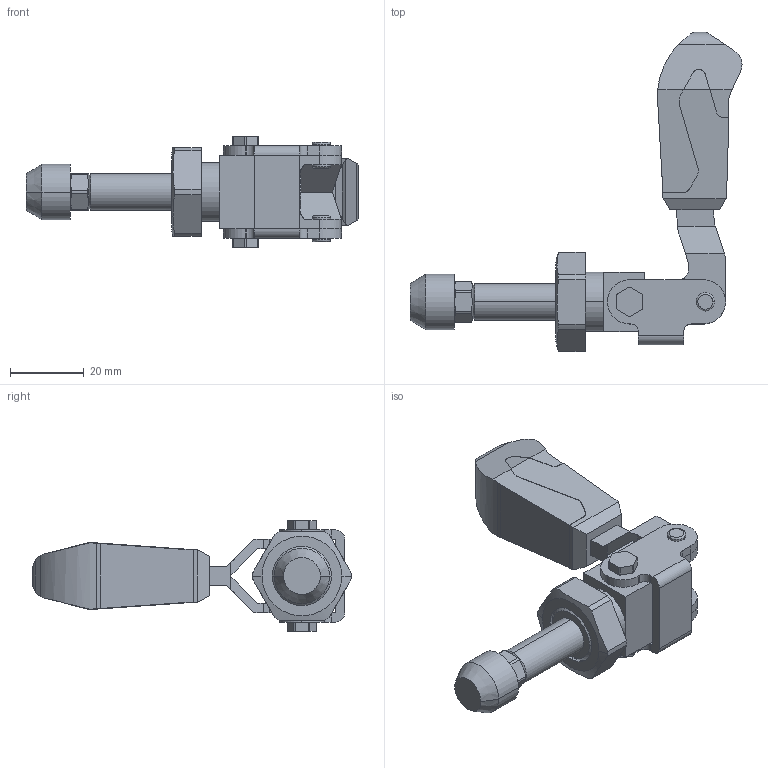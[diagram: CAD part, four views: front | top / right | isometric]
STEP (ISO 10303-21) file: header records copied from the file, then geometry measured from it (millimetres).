
FILE_DESCRIPTION(('STEP AP214'),'1');
FILE_NAME('HALDERN_EH_23330_2103.stp','2019-11-14T12:13:48',('TraceParts'),('TraceParts S.A.'),'Spatial InterOp 3D',' ',' ');
FILE_SCHEMA(('AUTOMOTIVE_DESIGN { 1 0 10303 214 1 1 1 1 }'));
Length unit declared in the file: millimetre
Products named in the file (1): HALDERN_EH_23330_2103_1
Bounding box: 89.95 x 86.44 x 30 mm (x, y, z)
Volume: 32017.3 mm3; surface area: 17047.6 mm2
Topology: 7 solids, 8 shells, 312 faces, 805 edges, 524 vertices
Faces by surface type: plane 150, cylinder 124, cone 26, bspline 12
Entity records: 12414 total; most frequent: CARTESIAN_POINT 2230, ORIENTED_EDGE 1610, DIRECTION 1575, EDGE_CURVE 805, AXIS2_PLACEMENT_3D 553, VERTEX_POINT 524, LINE 469, VECTOR 469
